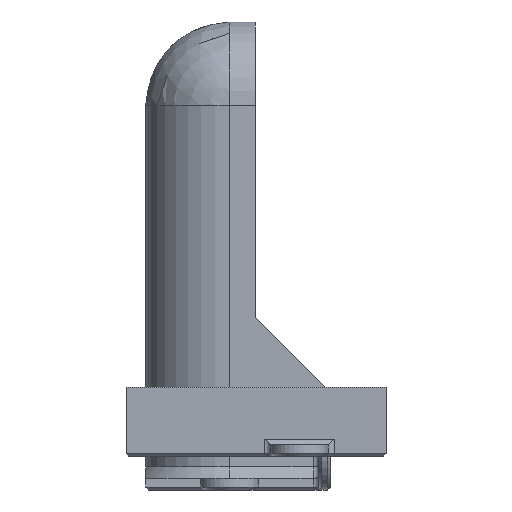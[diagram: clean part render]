
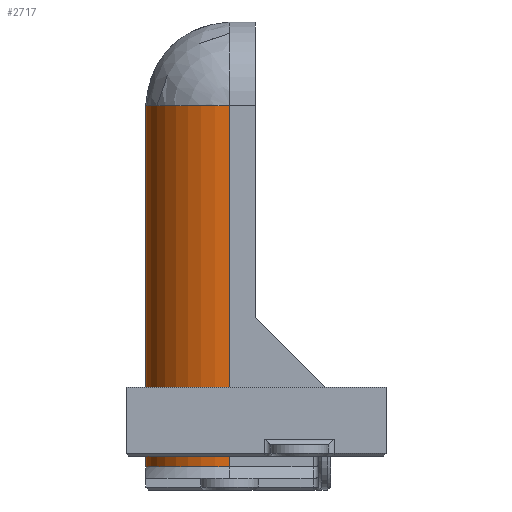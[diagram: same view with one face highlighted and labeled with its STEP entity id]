
A CAD part, front view. The second image highlights one B-rep face of the part: STEP entity #2717.
In plain terms, the highlighted cylindrical face has radius 14.5 mm (diameter 29 mm), a partial arc.
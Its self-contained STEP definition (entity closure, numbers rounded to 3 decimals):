
#320=FACE_OUTER_BOUND('',#491,.T.);
#491=EDGE_LOOP('',(#2481,#2482,#2483,#2484,#2485));
#601=CIRCLE('',#2991,14.5);
#602=CIRCLE('',#2993,14.5);
#603=CIRCLE('',#2994,14.5);
#856=LINE('',#5273,#1123);
#866=LINE('',#5292,#1133);
#1123=VECTOR('',#3706,10.);
#1133=VECTOR('',#3726,10.);
#1348=VERTEX_POINT('',#5210);
#1366=VERTEX_POINT('',#5270);
#1367=VERTEX_POINT('',#5272);
#1369=VERTEX_POINT('',#5283);
#1371=VERTEX_POINT('',#5290);
#1732=EDGE_CURVE('',#1366,#1367,#856,.T.);
#1743=EDGE_CURVE('',#1369,#1371,#866,.T.);
#1752=EDGE_CURVE('',#1369,#1348,#601,.T.);
#1753=EDGE_CURVE('',#1367,#1371,#602,.T.);
#1754=EDGE_CURVE('',#1348,#1366,#603,.T.);
#2481=ORIENTED_EDGE('',*,*,#1752,.F.);
#2482=ORIENTED_EDGE('',*,*,#1743,.T.);
#2483=ORIENTED_EDGE('',*,*,#1753,.F.);
#2484=ORIENTED_EDGE('',*,*,#1732,.F.);
#2485=ORIENTED_EDGE('',*,*,#1754,.F.);
#2568=CYLINDRICAL_SURFACE('',#2992,14.5);
#2717=ADVANCED_FACE('',(#320),#2568,.T.);
#2991=AXIS2_PLACEMENT_3D('',#5309,#3751,#3752);
#2992=AXIS2_PLACEMENT_3D('',#5310,#3753,#3754);
#2993=AXIS2_PLACEMENT_3D('',#5311,#3755,#3756);
#2994=AXIS2_PLACEMENT_3D('',#5312,#3757,#3758);
#3706=DIRECTION('',(0.,0.,1.));
#3726=DIRECTION('',(0.,0.,1.));
#3751=DIRECTION('center_axis',(0.,0.,-1.));
#3752=DIRECTION('ref_axis',(-1.,0.,0.));
#3753=DIRECTION('center_axis',(0.,0.,1.));
#3754=DIRECTION('ref_axis',(-1.,0.,0.));
#3755=DIRECTION('center_axis',(0.,0.,1.));
#3756=DIRECTION('ref_axis',(1.,0.,0.));
#3757=DIRECTION('center_axis',(0.,0.,-1.));
#3758=DIRECTION('ref_axis',(-1.,0.,0.));
#5210=CARTESIAN_POINT('',(35.5,100.,0.));
#5270=CARTESIAN_POINT('',(50.,114.5,0.));
#5272=CARTESIAN_POINT('',(50.,114.5,62.5));
#5273=CARTESIAN_POINT('',(50.,114.5,0.));
#5283=CARTESIAN_POINT('',(50.,85.5,0.));
#5290=CARTESIAN_POINT('',(50.,85.5,62.5));
#5292=CARTESIAN_POINT('',(50.,85.5,0.));
#5309=CARTESIAN_POINT('Origin',(50.,100.,0.));
#5310=CARTESIAN_POINT('Origin',(50.,100.,0.));
#5311=CARTESIAN_POINT('Origin',(50.,100.,62.5));
#5312=CARTESIAN_POINT('Origin',(50.,100.,0.));
